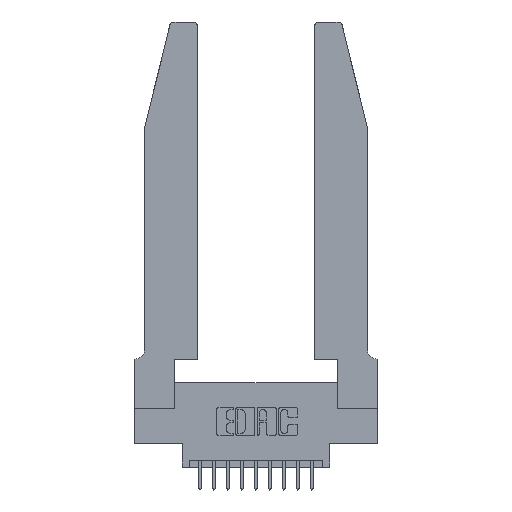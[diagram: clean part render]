
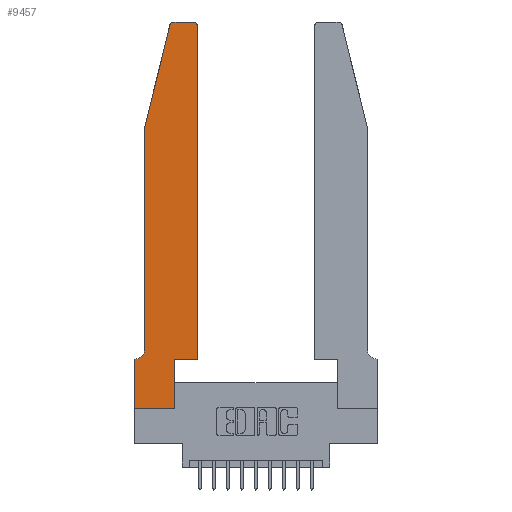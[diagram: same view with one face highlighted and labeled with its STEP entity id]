
A CAD part, top view. The second image highlights one B-rep face of the part: STEP entity #9457.
In plain terms, the highlighted planar face has unit normal (0, 0, 1).
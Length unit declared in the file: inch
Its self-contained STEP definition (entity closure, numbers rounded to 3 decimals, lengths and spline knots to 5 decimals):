
#29 = VERTEX_POINT ( 'NONE', #10210 ) ;
#214 = VECTOR ( 'NONE', #9193, 39.37008 ) ;
#603 = CIRCLE ( 'NONE', #11298, 0.03 ) ;
#619 = DIRECTION ( 'NONE',  ( 0., 1., 0. ) ) ;
#814 = LINE ( 'NONE', #6450, #214 ) ;
#899 = VECTOR ( 'NONE', #10283, 39.37008 ) ;
#967 = DIRECTION ( 'NONE',  ( 1., 0., 0. ) ) ;
#1415 = VECTOR ( 'NONE', #12163, 39.37008 ) ;
#1689 = AXIS2_PLACEMENT_3D ( 'NONE', #15848, #3097, #14387 ) ;
#1888 = VERTEX_POINT ( 'NONE', #15117 ) ;
#1922 = EDGE_CURVE ( 'NONE', #3907, #11427, #7620, .T. ) ;
#2051 = CARTESIAN_POINT ( 'NONE',  ( 0.4505, 2.72, 0.37 ) ) ;
#2052 = VERTEX_POINT ( 'NONE', #16114 ) ;
#2083 = FACE_OUTER_BOUND ( 'NONE', #2837, .T. ) ;
#2128 = VERTEX_POINT ( 'NONE', #8163 ) ;
#2538 = DIRECTION ( 'NONE',  ( 0., -1., 0. ) ) ;
#2687 = ORIENTED_EDGE ( 'NONE', *, *, #12440, .T. ) ;
#2837 = EDGE_LOOP ( 'NONE', ( #9878, #2687, #15810, #7456, #11135, #2966, #13657, #2864, #6217, #12125, #7914, #6914 ) ) ;
#2864 = ORIENTED_EDGE ( 'NONE', *, *, #12847, .T. ) ;
#2877 = DIRECTION ( 'NONE',  ( 1., 0., 0. ) ) ;
#2966 = ORIENTED_EDGE ( 'NONE', *, *, #11792, .T. ) ;
#3097 = DIRECTION ( 'NONE',  ( 0., 0., 1. ) ) ;
#3321 = AXIS2_PLACEMENT_3D ( 'NONE', #10922, #4088, #2877 ) ;
#3641 = DIRECTION ( 'NONE',  ( 0., 0., 1. ) ) ;
#3907 = VERTEX_POINT ( 'NONE', #6837 ) ;
#3964 = DIRECTION ( 'NONE',  ( -0.239, -0.971, 0. ) ) ;
#4088 = DIRECTION ( 'NONE',  ( 0., 0., 1. ) ) ;
#4273 = VECTOR ( 'NONE', #2538, 39.37008 ) ;
#4716 = VERTEX_POINT ( 'NONE', #2051 ) ;
#4744 = DIRECTION ( 'NONE',  ( -1., 0., 0. ) ) ;
#4808 = AXIS2_PLACEMENT_3D ( 'NONE', #6237, #7810, #9109 ) ;
#4848 = EDGE_CURVE ( 'NONE', #11427, #13083, #8340, .T. ) ;
#5074 = CARTESIAN_POINT ( 'NONE',  ( 0.0755, 2., 0.37 ) ) ;
#5561 = CARTESIAN_POINT ( 'NONE',  ( 0., 0., 0.37 ) ) ;
#5631 = VERTEX_POINT ( 'NONE', #11716 ) ;
#5774 = VERTEX_POINT ( 'NONE', #11096 ) ;
#5941 = CARTESIAN_POINT ( 'NONE',  ( 0.4505, 0.35, 0.37 ) ) ;
#6013 = CARTESIAN_POINT ( 'NONE',  ( 0.284, 2.72, 0.37 ) ) ;
#6217 = ORIENTED_EDGE ( 'NONE', *, *, #14841, .T. ) ;
#6237 = CARTESIAN_POINT ( 'NONE',  ( 0.0055, 0.42, 0.37 ) ) ;
#6292 = CIRCLE ( 'NONE', #1689, 0.03 ) ;
#6352 = CARTESIAN_POINT ( 'NONE',  ( 0.0755, 2., 0.37 ) ) ;
#6450 = CARTESIAN_POINT ( 'NONE',  ( 0., 0., 0.37 ) ) ;
#6586 = EDGE_CURVE ( 'NONE', #1888, #7519, #10467, .T. ) ;
#6837 = CARTESIAN_POINT ( 'NONE',  ( 0.0755, 2., 0.37 ) ) ;
#6914 = ORIENTED_EDGE ( 'NONE', *, *, #8277, .T. ) ;
#7357 = CARTESIAN_POINT ( 'NONE',  ( 0.4505, 0.35, 0.37 ) ) ;
#7456 = ORIENTED_EDGE ( 'NONE', *, *, #1922, .T. ) ;
#7519 = VERTEX_POINT ( 'NONE', #5941 ) ;
#7620 = LINE ( 'NONE', #6352, #4273 ) ;
#7810 = DIRECTION ( 'NONE',  ( 0., 0., -1. ) ) ;
#7913 = EDGE_CURVE ( 'NONE', #7519, #4716, #11007, .T. ) ;
#7914 = ORIENTED_EDGE ( 'NONE', *, *, #7913, .T. ) ;
#8002 = DIRECTION ( 'NONE',  ( 1., 0., 0. ) ) ;
#8163 = CARTESIAN_POINT ( 'NONE',  ( 0.4205, 2.75, 0.37 ) ) ;
#8277 = EDGE_CURVE ( 'NONE', #4716, #2128, #6292, .T. ) ;
#8338 = CARTESIAN_POINT ( 'NONE',  ( 0.25487, 2.72718, 0.37 ) ) ;
#8340 = CIRCLE ( 'NONE', #4808, 0.07 ) ;
#8611 = CARTESIAN_POINT ( 'NONE',  ( 0.0755, 0.42, 0.37 ) ) ;
#9109 = DIRECTION ( 'NONE',  ( -1., 0., 0. ) ) ;
#9193 = DIRECTION ( 'NONE',  ( 0., -1., 0. ) ) ;
#9365 = VECTOR ( 'NONE', #3964, 39.37008 ) ;
#9457 = ADVANCED_FACE ( 'NONE', ( #2083 ), #12154, .T. ) ;
#9826 = VECTOR ( 'NONE', #619, 39.37008 ) ;
#9878 = ORIENTED_EDGE ( 'NONE', *, *, #12466, .T. ) ;
#10023 = CARTESIAN_POINT ( 'NONE',  ( 0.0055, 0.35, 0.37 ) ) ;
#10166 = LINE ( 'NONE', #5561, #15488 ) ;
#10210 = CARTESIAN_POINT ( 'NONE',  ( 0., 0., 0.37 ) ) ;
#10283 = DIRECTION ( 'NONE',  ( 0., 1., 0. ) ) ;
#10361 = VECTOR ( 'NONE', #4744, 39.37008 ) ;
#10467 = LINE ( 'NONE', #7357, #12069 ) ;
#10551 = LINE ( 'NONE', #16231, #10361 ) ;
#10922 = CARTESIAN_POINT ( 'NONE',  ( 0., 0.35, 0.37 ) ) ;
#11007 = LINE ( 'NONE', #13228, #9826 ) ;
#11096 = CARTESIAN_POINT ( 'NONE',  ( 0.284, 2.75, 0.37 ) ) ;
#11135 = ORIENTED_EDGE ( 'NONE', *, *, #4848, .T. ) ;
#11298 = AXIS2_PLACEMENT_3D ( 'NONE', #6013, #3641, #14877 ) ;
#11427 = VERTEX_POINT ( 'NONE', #8611 ) ;
#11716 = CARTESIAN_POINT ( 'NONE',  ( 0.2865, 0., 0.37 ) ) ;
#11792 = EDGE_CURVE ( 'NONE', #13083, #2052, #15536, .T. ) ;
#12069 = VECTOR ( 'NONE', #967, 39.37008 ) ;
#12125 = ORIENTED_EDGE ( 'NONE', *, *, #6586, .T. ) ;
#12154 = PLANE ( 'NONE',  #3321 ) ;
#12163 = DIRECTION ( 'NONE',  ( -1., 0., 0. ) ) ;
#12440 = EDGE_CURVE ( 'NONE', #5774, #12942, #603, .T. ) ;
#12466 = EDGE_CURVE ( 'NONE', #2128, #5774, #10551, .T. ) ;
#12616 = EDGE_CURVE ( 'NONE', #12942, #3907, #12922, .T. ) ;
#12847 = EDGE_CURVE ( 'NONE', #29, #5631, #10166, .T. ) ;
#12922 = LINE ( 'NONE', #5074, #9365 ) ;
#12942 = VERTEX_POINT ( 'NONE', #8338 ) ;
#13083 = VERTEX_POINT ( 'NONE', #10023 ) ;
#13228 = CARTESIAN_POINT ( 'NONE',  ( 0.4505, 0.35, 0.37 ) ) ;
#13657 = ORIENTED_EDGE ( 'NONE', *, *, #15906, .T. ) ;
#13834 = LINE ( 'NONE', #14175, #899 ) ;
#14175 = CARTESIAN_POINT ( 'NONE',  ( 0.2865, 0.35, 0.37 ) ) ;
#14387 = DIRECTION ( 'NONE',  ( 1., 0., 0. ) ) ;
#14841 = EDGE_CURVE ( 'NONE', #5631, #1888, #13834, .T. ) ;
#14877 = DIRECTION ( 'NONE',  ( 1., 0., 0. ) ) ;
#15117 = CARTESIAN_POINT ( 'NONE',  ( 0.2865, 0.35, 0.37 ) ) ;
#15488 = VECTOR ( 'NONE', #8002, 39.37008 ) ;
#15536 = LINE ( 'NONE', #15916, #1415 ) ;
#15810 = ORIENTED_EDGE ( 'NONE', *, *, #12616, .T. ) ;
#15848 = CARTESIAN_POINT ( 'NONE',  ( 0.4205, 2.72, 0.37 ) ) ;
#15906 = EDGE_CURVE ( 'NONE', #2052, #29, #814, .T. ) ;
#15916 = CARTESIAN_POINT ( 'NONE',  ( 0.0755, 0.35, 0.37 ) ) ;
#16114 = CARTESIAN_POINT ( 'NONE',  ( 0., 0.35, 0.37 ) ) ;
#16231 = CARTESIAN_POINT ( 'NONE',  ( 0.2605, 2.75, 0.37 ) ) ;
